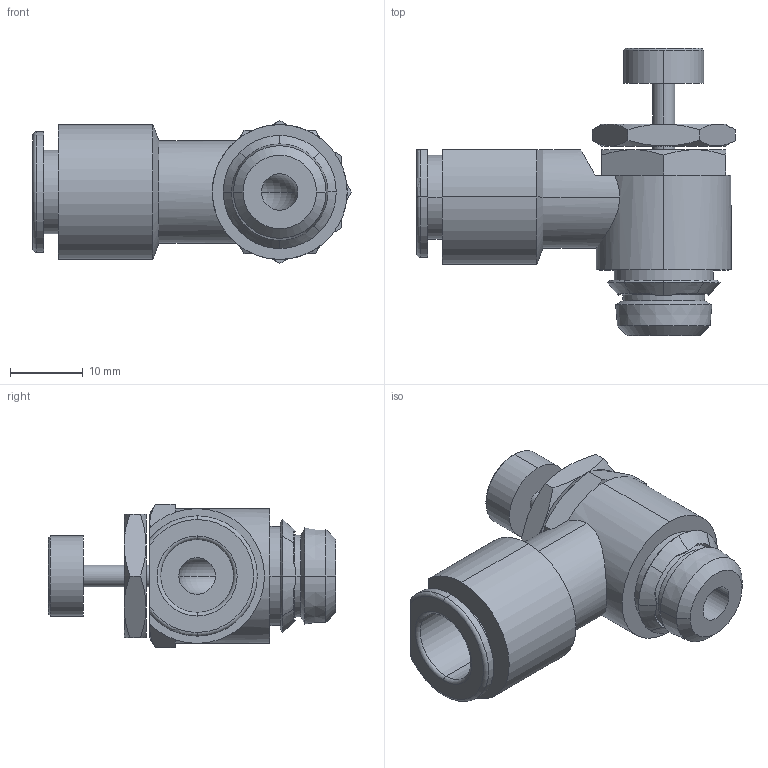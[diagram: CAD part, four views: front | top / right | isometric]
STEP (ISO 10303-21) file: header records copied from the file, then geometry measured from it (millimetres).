
FILE_DESCRIPTION (( 'STEP AP214' ), '1' );
FILE_NAME ('AS2201F-U02-10.step.step', '2014-04-16T14:12:22', ( 'Windows User' ), ( '' ), 'SwSTEP 2.0', 'SolidWorks 2014', '' );
FILE_SCHEMA (( 'AUTOMOTIVE_DESIGN' ));
Length unit declared in the file: millimetre
Products named in the file (3): AS2201F-U02-10.step; AS2201F-U02-10.step_AS3054AB Body_22-U02-10; AS2201F-U02-10.step_AS3054AB Gasket_U02
Assembly tree (2 placements, depth 2):
  AS2201F-U02-10.step
    AS2201F-U02-10.step_AS3054AB Body_22-U02-10
    AS2201F-U02-10.step_AS3054AB Gasket_U02
Bounding box: 43.72 x 39.4 x 19.63 mm (x, y, z)
Volume: 9545.2 mm3; surface area: 5880.9 mm2
Topology: 2 solids, 2 shells, 150 faces, 329 edges, 189 vertices
Faces by surface type: bspline 48, cone 34, plane 34, cylinder 27, torus 7
Entity records: 6957 total; most frequent: CARTESIAN_POINT 3512, ORIENTED_EDGE 658, DIRECTION 544, EDGE_CURVE 329, AXIS2_PLACEMENT_3D 209, VERTEX_POINT 189, EDGE_LOOP 160, ADVANCED_FACE 150
